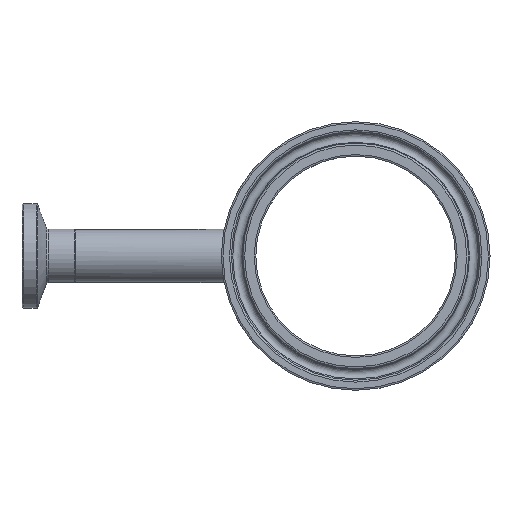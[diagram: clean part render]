
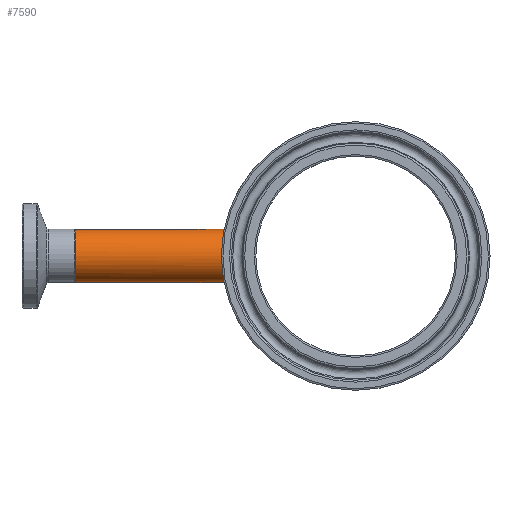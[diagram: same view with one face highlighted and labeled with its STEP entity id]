
A CAD part, left-side view. The second image highlights one B-rep face of the part: STEP entity #7590.
In plain terms, the highlighted cylindrical face has radius 6.35 mm (diameter 12.7 mm), a full revolution.
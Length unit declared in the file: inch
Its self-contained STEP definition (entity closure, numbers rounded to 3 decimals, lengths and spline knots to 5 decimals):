
#151=FACE_BOUND('',#1429,.T.);
#939=FACE_OUTER_BOUND('',#1428,.T.);
#1428=EDGE_LOOP('',(#6962));
#1429=EDGE_LOOP('',(#6963));
#2627=CIRCLE('',#8022,0.25);
#3041=B_SPLINE_CURVE_WITH_KNOTS('',3,(#16633,#16634,#16635,#16636,#16637,
#16638,#16639,#16640,#16641,#16642,#16643,#16644,#16645,#16646,#16647,#16648,
#16649,#16650,#16651,#16652),.UNSPECIFIED.,.T.,.F.,(4,3,1,1,1,1,1,1,1,1,
1,1,1,1,1,4),(0.,0.,0.27463,0.54925,
0.82388,1.0985,1.51044,1.64776,2.01392,
2.19701,2.38009,2.74626,3.02089,3.29551,
3.57014,3.84476),.UNSPECIFIED.);
#3745=VERTEX_POINT('',#16538);
#3748=VERTEX_POINT('',#16631);
#4831=EDGE_CURVE('',#3745,#3745,#2627,.T.);
#4835=EDGE_CURVE('',#3748,#3748,#3041,.T.);
#6962=ORIENTED_EDGE('',*,*,#4831,.T.);
#6963=ORIENTED_EDGE('',*,*,#4835,.F.);
#7088=CYLINDRICAL_SURFACE('',#8028,0.25);
#7590=ADVANCED_FACE('',(#939,#151),#7088,.T.);
#8022=AXIS2_PLACEMENT_3D('',#16539,#9374,#9375);
#8028=AXIS2_PLACEMENT_3D('',#16653,#9386,#9387);
#9374=DIRECTION('center_axis',(0.,-1.,0.));
#9375=DIRECTION('ref_axis',(1.,0.,0.));
#9386=DIRECTION('center_axis',(0.,-1.,0.));
#9387=DIRECTION('ref_axis',(1.,0.,0.));
#16538=CARTESIAN_POINT('',(-0.25,2.625,0.));
#16539=CARTESIAN_POINT('Origin',(0.,2.625,0.));
#16631=CARTESIAN_POINT('',(0.,1.0155,0.25));
#16633=CARTESIAN_POINT('Ctrl Pts',(0.,1.01548,
0.25002));
#16634=CARTESIAN_POINT('Ctrl Pts',(0.,1.01548,
0.25002));
#16635=CARTESIAN_POINT('Ctrl Pts',(0.,1.01548,
0.25002));
#16636=CARTESIAN_POINT('Ctrl Pts',(0.,1.01548,
0.25002));
#16637=CARTESIAN_POINT('Ctrl Pts',(-0.03758,1.01548,
0.25002));
#16638=CARTESIAN_POINT('Ctrl Pts',(-0.11273,1.02253,0.23265));
#16639=CARTESIAN_POINT('Ctrl Pts',(-0.20186,1.04527,
0.16132));
#16640=CARTESIAN_POINT('Ctrl Pts',(-0.25201,1.06319,
0.05812));
#16641=CARTESIAN_POINT('Ctrl Pts',(-0.25224,1.06328,
-0.07771));
#16642=CARTESIAN_POINT('Ctrl Pts',(-0.189,1.04062,-0.17702));
#16643=CARTESIAN_POINT('Ctrl Pts',(-0.08335,1.01836,
-0.24372));
#16644=CARTESIAN_POINT('Ctrl Pts',(0.01387,1.01205,
-0.2587));
#16645=CARTESIAN_POINT('Ctrl Pts',(0.11051,1.02375,-0.22831));
#16646=CARTESIAN_POINT('Ctrl Pts',(0.19335,1.04208,-0.17198));
#16647=CARTESIAN_POINT('Ctrl Pts',(0.25214,1.06333,-0.071));
#16648=CARTESIAN_POINT('Ctrl Pts',(0.25203,1.06316,0.05808));
#16649=CARTESIAN_POINT('Ctrl Pts',(0.20182,1.04526,0.16133));
#16650=CARTESIAN_POINT('Ctrl Pts',(0.11274,1.02253,0.23265));
#16651=CARTESIAN_POINT('Ctrl Pts',(0.03758,1.01548,
0.25002));
#16652=CARTESIAN_POINT('Ctrl Pts',(0.,1.01548,
0.25002));
#16653=CARTESIAN_POINT('Origin',(0.,2.625,0.));
